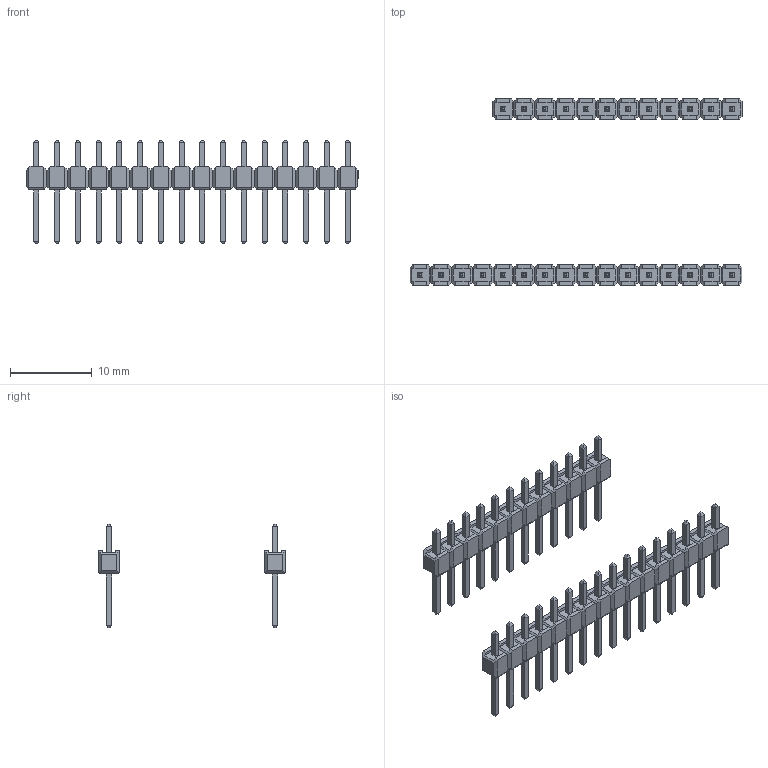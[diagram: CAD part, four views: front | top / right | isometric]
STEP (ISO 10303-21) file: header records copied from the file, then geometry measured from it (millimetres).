
FILE_DESCRIPTION(/* description */ (''),/* implementation_level */ '2;1');
FILE_NAME(/* name */ '3405 Adafruit HUZZAH32 ESP32 Feather pins only.step',/* time_stamp */ '2023-01-05T21:22:45-06:00',/* author */ (''),/* organization */ (''),/* preprocessor_version */ 'ST-DEVELOPER v19.2',/* originating_system */ 'Autodesk Translation Framework v11.17.0.187',/* authorisation */ '');
FILE_SCHEMA (('AUTOMOTIVE_DESIGN { 1 0 10303 214 3 1 1 }'));
Length unit declared in the file: millimetre
Products named in the file (3): 3405 Adafruit HUZZAH32 ESP32 Feather; Pin Header 1x12 TH Pitch 2.54mm; Pin Header 1x16 TH Pitch 2.54mm
Assembly tree (2 placements, depth 2):
  3405 Adafruit HUZZAH32 ESP32 Feather
    Pin Header 1x12 TH Pitch 2.54mm
    Pin Header 1x16 TH Pitch 2.54mm
Bounding box: 40.64 x 22.86 x 12.7 mm (x, y, z)
Volume: 137.4 mm3; surface area: 1877.3 mm2
Topology: 28 solids, 56 shells, 1012 faces, 2632 edges, 1680 vertices
Faces by surface type: plane 956, cylinder 56
Entity records: 30281 total; most frequent: CARTESIAN_POINT 5329, ORIENTED_EDGE 5056, DIRECTION 4890, EDGE_CURVE 2632, LINE 2408, VECTOR 2408, VERTEX_POINT 1680, AXIS2_PLACEMENT_3D 1241
